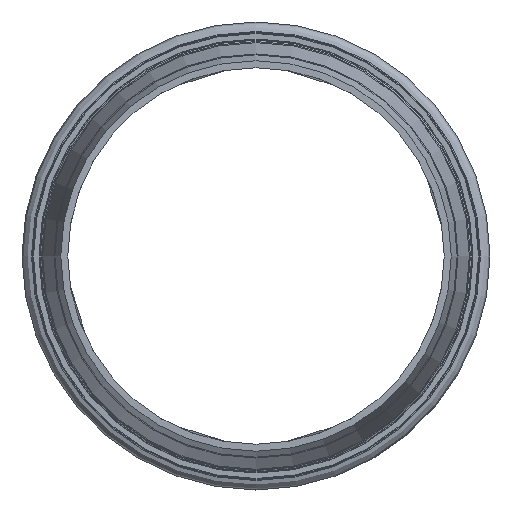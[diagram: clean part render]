
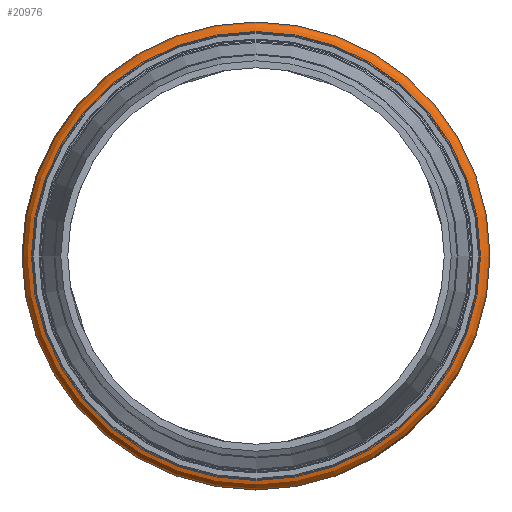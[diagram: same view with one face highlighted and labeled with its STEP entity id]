
A CAD part, front view. The second image highlights one B-rep face of the part: STEP entity #20976.
In plain terms, the highlighted toroidal (fillet/blend) face has major radius 61 mm and minor radius 3 mm.
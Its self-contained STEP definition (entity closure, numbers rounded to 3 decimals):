
#384=TOROIDAL_SURFACE('',#23169,61.,3.);
#1584=CIRCLE('',#23167,64.);
#1585=CIRCLE('',#23168,64.);
#1586=CIRCLE('',#23170,61.);
#1587=CIRCLE('',#23171,3.);
#3071=FACE_OUTER_BOUND('',#4051,.T.);
#4051=EDGE_LOOP('',(#17030,#17031,#17032,#17033,#17034));
#9675=VERTEX_POINT('',#51480);
#9676=VERTEX_POINT('',#51481);
#9677=VERTEX_POINT('',#51486);
#12802=EDGE_CURVE('',#9675,#9676,#1584,.T.);
#12803=EDGE_CURVE('',#9676,#9675,#1585,.T.);
#12805=EDGE_CURVE('',#9677,#9677,#1586,.T.);
#12806=EDGE_CURVE('',#9677,#9675,#1587,.T.);
#17030=ORIENTED_EDGE('',*,*,#12805,.F.);
#17031=ORIENTED_EDGE('',*,*,#12806,.T.);
#17032=ORIENTED_EDGE('',*,*,#12802,.T.);
#17033=ORIENTED_EDGE('',*,*,#12803,.T.);
#17034=ORIENTED_EDGE('',*,*,#12806,.F.);
#20976=ADVANCED_FACE('',(#3071),#384,.T.);
#23167=AXIS2_PLACEMENT_3D('',#51482,#28479,#28480);
#23168=AXIS2_PLACEMENT_3D('',#51483,#28481,#28482);
#23169=AXIS2_PLACEMENT_3D('',#51485,#28484,#28485);
#23170=AXIS2_PLACEMENT_3D('',#51487,#28486,#28487);
#23171=AXIS2_PLACEMENT_3D('',#51488,#28488,#28489);
#28479=DIRECTION('center_axis',(0.,-1.,0.));
#28480=DIRECTION('ref_axis',(1.,0.,0.));
#28481=DIRECTION('center_axis',(0.,-1.,0.));
#28482=DIRECTION('ref_axis',(1.,0.,0.));
#28484=DIRECTION('center_axis',(0.,-1.,0.));
#28485=DIRECTION('ref_axis',(0.,0.,-1.));
#28486=DIRECTION('center_axis',(0.,-1.,0.));
#28487=DIRECTION('ref_axis',(1.,0.,0.));
#28488=DIRECTION('center_axis',(-1.,0.,0.));
#28489=DIRECTION('ref_axis',(0.,0.,1.));
#51480=CARTESIAN_POINT('',(0.,40.4,64.));
#51481=CARTESIAN_POINT('',(64.,40.4,0.));
#51482=CARTESIAN_POINT('Origin',(0.,40.4,0.));
#51483=CARTESIAN_POINT('Origin',(0.,40.4,0.));
#51485=CARTESIAN_POINT('Origin',(0.,40.4,0.));
#51486=CARTESIAN_POINT('',(0.,37.4,61.));
#51487=CARTESIAN_POINT('Origin',(0.,37.4,0.));
#51488=CARTESIAN_POINT('Origin',(0.,40.4,
61.));
